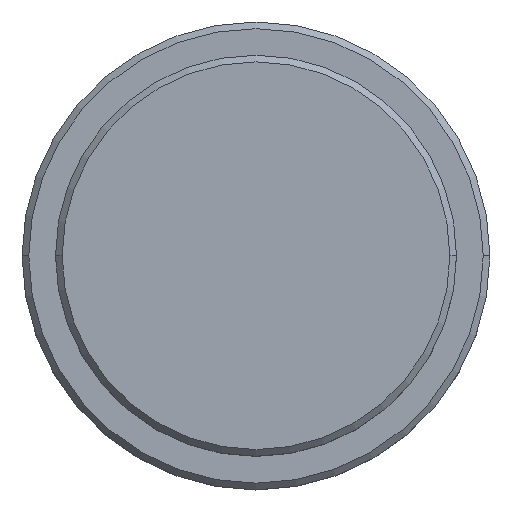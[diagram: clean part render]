
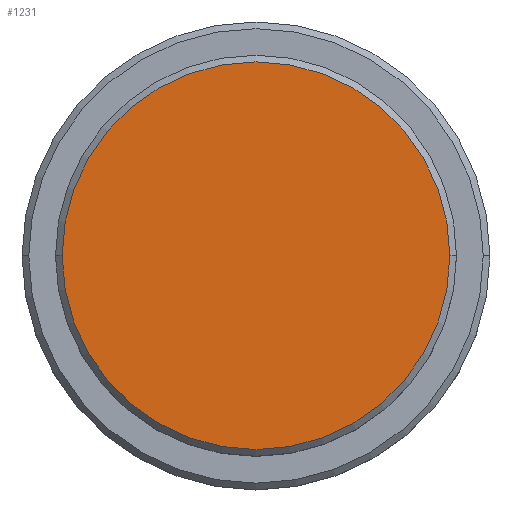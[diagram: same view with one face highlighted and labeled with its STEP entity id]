
A CAD part, top view. The second image highlights one B-rep face of the part: STEP entity #1231.
In plain terms, the highlighted planar face has unit normal (0, 0, 1).
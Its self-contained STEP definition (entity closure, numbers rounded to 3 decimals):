
#5 = AXIS2_PLACEMENT_3D ( 'NONE', #820, #159, #260 ) ;
#26 = CARTESIAN_POINT ( 'NONE',  ( -14.5, 0., 0. ) ) ;
#89 = CARTESIAN_POINT ( 'NONE',  ( 0., 0., 0. ) ) ;
#159 = DIRECTION ( 'NONE',  ( 0., 0., 1. ) ) ;
#164 = ORIENTED_EDGE ( 'NONE', *, *, #950, .T. ) ;
#176 = CIRCLE ( 'NONE', #856, 14.5 ) ;
#260 = DIRECTION ( 'NONE',  ( 1., 0., 0. ) ) ;
#387 = PLANE ( 'NONE',  #5 ) ;
#544 = VERTEX_POINT ( 'NONE', #656 ) ;
#577 = EDGE_LOOP ( 'NONE', ( #164, #1148 ) ) ;
#656 = CARTESIAN_POINT ( 'NONE',  ( 14.5, 0., 0. ) ) ;
#725 = EDGE_CURVE ( 'NONE', #544, #727, #767, .T. ) ;
#727 = VERTEX_POINT ( 'NONE', #26 ) ;
#767 = CIRCLE ( 'NONE', #1051, 14.5 ) ;
#811 = DIRECTION ( 'NONE',  ( 0., 0., 1. ) ) ;
#820 = CARTESIAN_POINT ( 'NONE',  ( 0., 0., 0. ) ) ;
#856 = AXIS2_PLACEMENT_3D ( 'NONE', #89, #811, #1246 ) ;
#950 = EDGE_CURVE ( 'NONE', #727, #544, #176, .T. ) ;
#1051 = AXIS2_PLACEMENT_3D ( 'NONE', #1235, #1109, #1115 ) ;
#1109 = DIRECTION ( 'NONE',  ( 0., 0., 1. ) ) ;
#1115 = DIRECTION ( 'NONE',  ( 1., 0., 0. ) ) ;
#1135 = FACE_OUTER_BOUND ( 'NONE', #577, .T. ) ;
#1148 = ORIENTED_EDGE ( 'NONE', *, *, #725, .T. ) ;
#1231 = ADVANCED_FACE ( 'NONE', ( #1135 ), #387, .T. ) ;
#1235 = CARTESIAN_POINT ( 'NONE',  ( 0., 0., 0. ) ) ;
#1246 = DIRECTION ( 'NONE',  ( 1., 0., 0. ) ) ;
